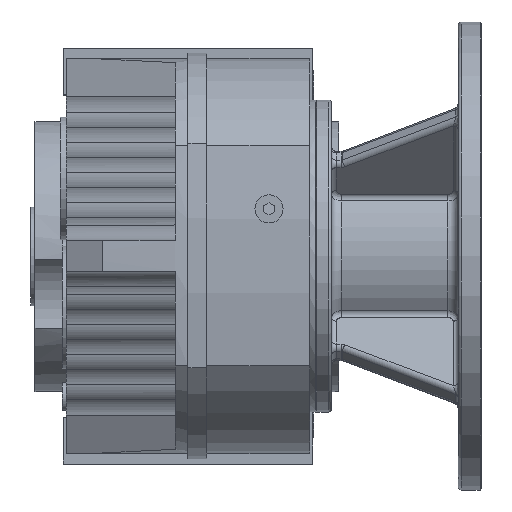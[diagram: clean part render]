
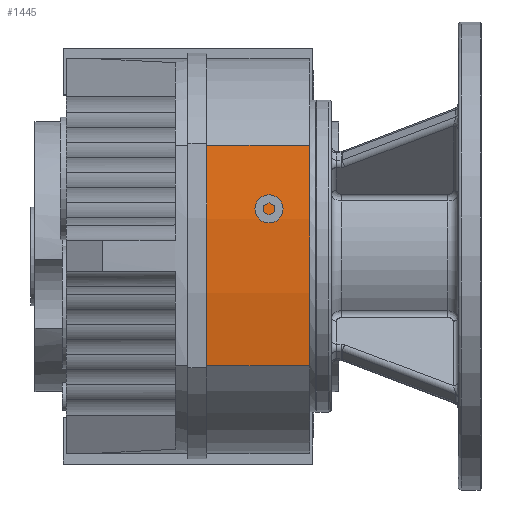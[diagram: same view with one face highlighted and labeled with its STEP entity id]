
A CAD part, top view. The second image highlights one B-rep face of the part: STEP entity #1445.
In plain terms, the highlighted cylindrical face has radius 600 mm (diameter 1200 mm), a partial arc.
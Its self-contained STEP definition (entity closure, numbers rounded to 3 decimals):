
#1445=ADVANCED_FACE('',(#7030),#7032,.T.);
#7030=FACE_BOUND('',#7031,.T.);
#7031=EDGE_LOOP('',(#12792,#12793,#12794,#12795));
#7032=CYLINDRICAL_SURFACE('',#7033,600.);
#7033=AXIS2_PLACEMENT_3D('',#7034,#7035,#7036);
#7034=CARTESIAN_POINT('',(861.285,0.,-160.839));
#7035=DIRECTION('',(-1.,-0.,-0.));
#7036=DIRECTION('',(0.,-1.,0.));
#12792=ORIENTED_EDGE('',*,*,#15557,.T.);
#12793=ORIENTED_EDGE('',*,*,#15558,.T.);
#12794=ORIENTED_EDGE('',*,*,#15559,.F.);
#12795=ORIENTED_EDGE('',*,*,#15560,.T.);
#15557=EDGE_CURVE('',#17271,#17272,#17273,.T.);
#15558=EDGE_CURVE('',#17272,#17274,#17275,.T.);
#15559=EDGE_CURVE('',#17276,#17274,#17277,.F.);
#15560=EDGE_CURVE('',#17276,#17271,#17278,.F.);
#17271=VERTEX_POINT('',#21520);
#17272=VERTEX_POINT('',#21521);
#17273=LINE('',#21522,#21523);
#17274=VERTEX_POINT('',#21525);
#17275=CIRCLE('',#21526,600.);
#17276=VERTEX_POINT('',#21530);
#17277=LINE('',#21531,#21532);
#17278=CIRCLE('',#21534,600.);
#21520=CARTESIAN_POINT('',(264.,106.,429.723));
#21521=CARTESIAN_POINT('',(165.,106.,429.723));
#21522=CARTESIAN_POINT('',(264.,106.,429.723));
#21523=VECTOR('',#21524,1.);
#21524=DIRECTION('',(-1.,0.,0.));
#21525=CARTESIAN_POINT('',(165.,-106.,429.723));
#21526=AXIS2_PLACEMENT_3D('',#21527,#21528,#21529);
#21527=CARTESIAN_POINT('',(165.,0.,-160.839));
#21528=DIRECTION('',(1.,0.,-0.));
#21529=DIRECTION('',(0.,0.177,0.984));
#21530=CARTESIAN_POINT('',(264.,-106.,429.723));
#21531=CARTESIAN_POINT('',(165.,-106.,429.723));
#21532=VECTOR('',#21533,1.);
#21533=DIRECTION('',(1.,0.,0.));
#21534=AXIS2_PLACEMENT_3D('',#21535,#21536,#21537);
#21535=CARTESIAN_POINT('',(264.,0.,-160.839));
#21536=DIRECTION('',(1.,0.,-0.));
#21537=DIRECTION('',(0.,0.177,0.984));
